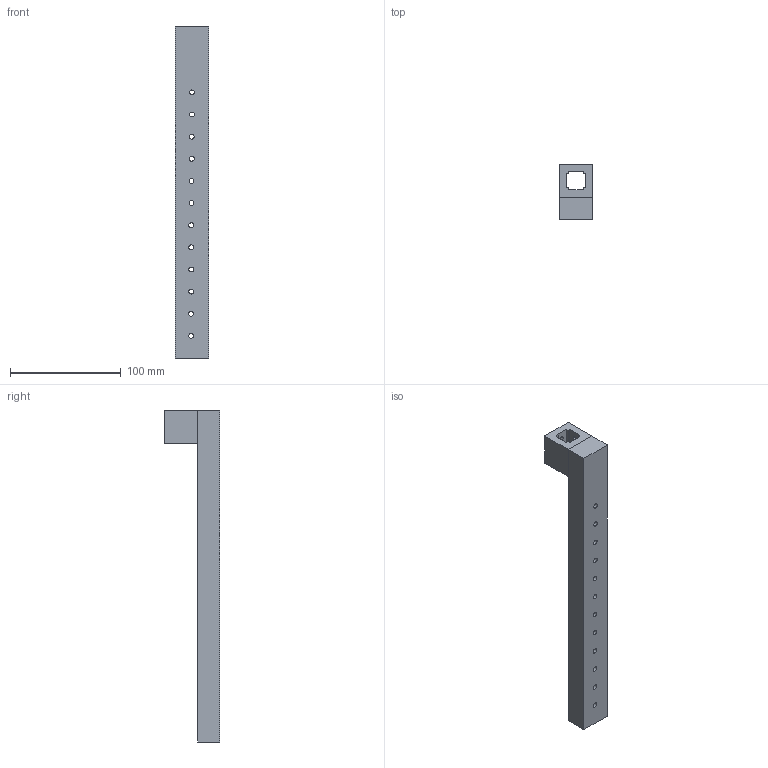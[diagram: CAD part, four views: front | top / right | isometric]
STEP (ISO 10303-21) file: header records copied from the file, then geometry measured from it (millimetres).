
FILE_DESCRIPTION(('FreeCAD Model'),'2;1');
FILE_NAME('Holder_NMR_Probe_withRod.step', '2020-07-08T16:53:06',('Author'),(''), 'Open CASCADE STEP processor 7.2','FreeCAD','Unknown');
FILE_SCHEMA(('AUTOMOTIVE_DESIGN { 1 0 10303 214 1 1 1 1 }'));
Length unit declared in the file: millimetre
Products named in the file (1): Body003
Bounding box: 30 x 50 x 300 mm (x, y, z)
Volume: 194139.6 mm3; surface area: 39779.5 mm2
Topology: 1 solids, 1 shells, 63 faces, 143 edges, 94 vertices
Faces by surface type: plane 35, cylinder 28
Full cylindrical faces by diameter (mm): 4.2 x4, 4.4 x12, 6 x12
Entity records: 3777 total; most frequent: CARTESIAN_POINT 683, DIRECTION 597, LINE 317, VECTOR 317, ORIENTED_EDGE 286, PCURVE 286, DEFINITIONAL_REPRESENTATION 286, EDGE_CURVE 143
